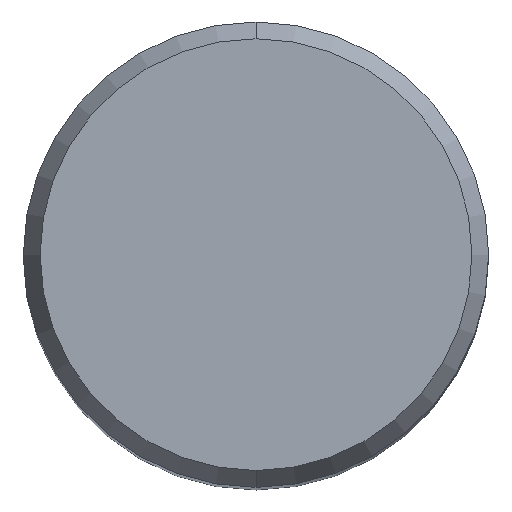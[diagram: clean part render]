
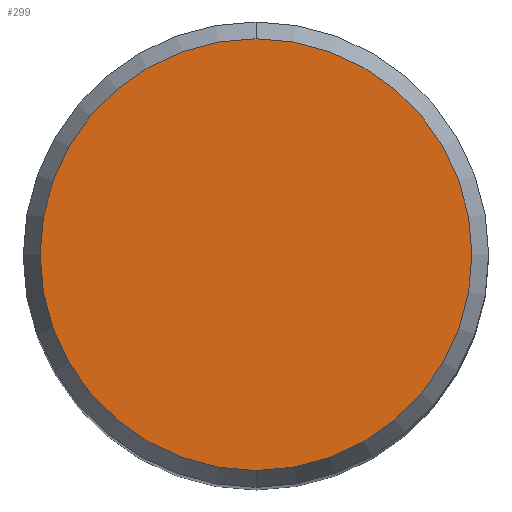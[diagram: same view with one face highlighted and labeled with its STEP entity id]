
A CAD part, top view. The second image highlights one B-rep face of the part: STEP entity #299.
In plain terms, the highlighted planar face has unit normal (0, 0, 1).
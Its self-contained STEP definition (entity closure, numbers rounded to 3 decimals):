
#181=VERTEX_POINT('',#473);
#229=EDGE_CURVE('',#181,#249,#526,.T.);
#249=VERTEX_POINT('',#549);
#299=ADVANCED_FACE('',(#606),#607,.T.);
#333=EDGE_CURVE('',#249,#181,#643,.T.);
#473=CARTESIAN_POINT('',(0.,-7.423,51.623));
#526=CIRCLE('',#924,7.423);
#549=CARTESIAN_POINT('',(0.0,7.423,51.623));
#606=FACE_OUTER_BOUND('',#1090,.T.);
#607=PLANE('',#1091);
#643=CIRCLE('',#1163,7.423);
#924=AXIS2_PLACEMENT_3D('',#1483,#1484,#1485);
#1090=EDGE_LOOP('',(#1607,#1608));
#1091=AXIS2_PLACEMENT_3D('',#1609,#1610,#1611);
#1163=AXIS2_PLACEMENT_3D('',#1645,#1646,#1647);
#1483=CARTESIAN_POINT('',(0.0,0.0,51.623));
#1484=DIRECTION('',(0.0,0.0,-1.0));
#1485=DIRECTION('',(0.0,1.0,0.0));
#1607=ORIENTED_EDGE('',*,*,#333,.F.);
#1608=ORIENTED_EDGE('',*,*,#229,.F.);
#1609=CARTESIAN_POINT('',(0.0,3.711,51.623));
#1610=DIRECTION('',(-0.0,0.0,1.0));
#1611=DIRECTION('',(0.0,-1.0,0.0));
#1645=CARTESIAN_POINT('',(0.0,0.0,51.623));
#1646=DIRECTION('',(0.0,0.0,-1.0));
#1647=DIRECTION('',(0.0,1.0,0.0));
